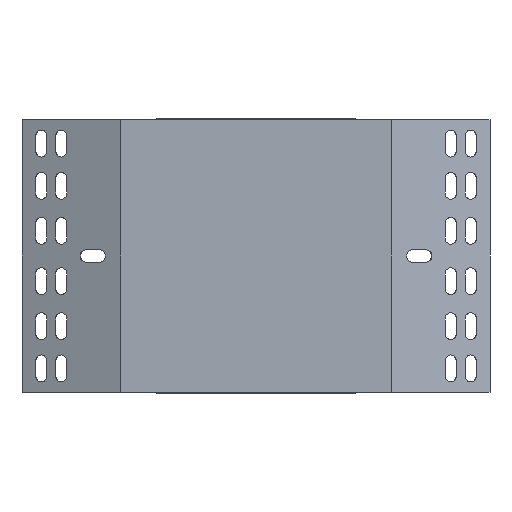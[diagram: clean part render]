
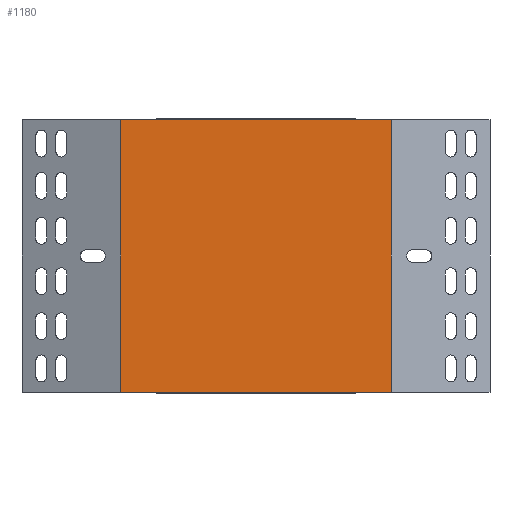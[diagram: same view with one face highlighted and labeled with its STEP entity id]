
A CAD part, front view. The second image highlights one B-rep face of the part: STEP entity #1180.
In plain terms, the highlighted planar face has unit normal (0, -1, 0).
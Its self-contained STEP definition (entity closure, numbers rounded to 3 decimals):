
#72 = EDGE_CURVE ( 'NONE', #1896, #1870, #5060, .T. ) ;
#256 = CARTESIAN_POINT ( 'NONE',  ( 53.141, -23.927, -101.657 ) ) ;
#308 = DIRECTION ( 'NONE',  ( 0., 0., 1. ) ) ;
#641 = LINE ( 'NONE', #256, #650 ) ;
#650 = VECTOR ( 'NONE', #308, 1000. ) ;
#1087 = EDGE_CURVE ( 'NONE', #1870, #8482, #2504, .T. ) ;
#1180 = ADVANCED_FACE ( 'NONE', ( #2182 ), #4413, .F. ) ;
#1284 = CARTESIAN_POINT ( 'NONE',  ( -97.377, -23.927, -100.8 ) ) ;
#1343 = CARTESIAN_POINT ( 'NONE',  ( -97.377, -23.927, 50.8 ) ) ;
#1386 = DIRECTION ( 'NONE',  ( 0., 0., 1. ) ) ;
#1525 = DIRECTION ( 'NONE',  ( 1., 0., 0. ) ) ;
#1547 = CARTESIAN_POINT ( 'NONE',  ( -98.349, -23.927, -100.8 ) ) ;
#1682 = CARTESIAN_POINT ( 'NONE',  ( -97.377, -23.927, -101.657 ) ) ;
#1870 = VERTEX_POINT ( 'NONE', #1343 ) ;
#1896 = VERTEX_POINT ( 'NONE', #1284 ) ;
#2179 = EDGE_CURVE ( 'NONE', #3007, #8482, #641, .T. ) ;
#2182 = FACE_OUTER_BOUND ( 'NONE', #3401, .T. ) ;
#2440 = VECTOR ( 'NONE', #4895, 1000. ) ;
#2504 = LINE ( 'NONE', #4908, #2440 ) ;
#3007 = VERTEX_POINT ( 'NONE', #3733 ) ;
#3401 = EDGE_LOOP ( 'NONE', ( #5692, #5700, #5778, #5792 ) ) ;
#3541 = VECTOR ( 'NONE', #1525, 1000. ) ;
#3733 = CARTESIAN_POINT ( 'NONE',  ( 53.141, -23.927, -100.8 ) ) ;
#4164 = LINE ( 'NONE', #1547, #3541 ) ;
#4342 = DIRECTION ( 'NONE',  ( 0., 0., 1. ) ) ;
#4350 = DIRECTION ( 'NONE',  ( 0., 1., 0. ) ) ;
#4359 = CARTESIAN_POINT ( 'NONE',  ( -97.218, -23.927, 50. ) ) ;
#4413 = PLANE ( 'NONE',  #5542 ) ;
#4895 = DIRECTION ( 'NONE',  ( 1., 0., 0. ) ) ;
#4908 = CARTESIAN_POINT ( 'NONE',  ( -98.349, -23.927, 50.8 ) ) ;
#5052 = VECTOR ( 'NONE', #1386, 1000. ) ;
#5060 = LINE ( 'NONE', #1682, #5052 ) ;
#5542 = AXIS2_PLACEMENT_3D ( 'NONE', #4359, #4350, #4342 ) ;
#5692 = ORIENTED_EDGE ( 'NONE', *, *, #2179, .T. ) ;
#5693 = CARTESIAN_POINT ( 'NONE',  ( 53.141, -23.927, 50.8 ) ) ;
#5700 = ORIENTED_EDGE ( 'NONE', *, *, #1087, .F. ) ;
#5778 = ORIENTED_EDGE ( 'NONE', *, *, #72, .F. ) ;
#5792 = ORIENTED_EDGE ( 'NONE', *, *, #7822, .T. ) ;
#7822 = EDGE_CURVE ( 'NONE', #1896, #3007, #4164, .T. ) ;
#8482 = VERTEX_POINT ( 'NONE', #5693 ) ;
